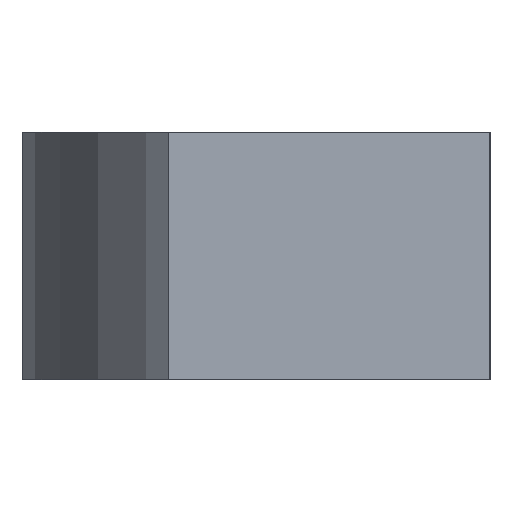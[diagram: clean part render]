
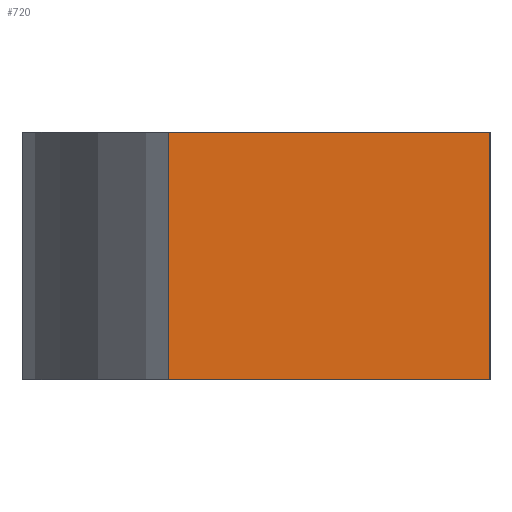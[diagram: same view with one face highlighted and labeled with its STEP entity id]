
A CAD part, left-side view. The second image highlights one B-rep face of the part: STEP entity #720.
In plain terms, the highlighted planar face has unit normal (-1, 0, 0).
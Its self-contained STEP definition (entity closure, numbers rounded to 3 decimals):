
#187 = VERTEX_POINT('',#188);
#188 = CARTESIAN_POINT('',(-77.25,0.,0.));
#194 = EDGE_CURVE('',#187,#195,#197,.T.);
#195 = VERTEX_POINT('',#196);
#196 = CARTESIAN_POINT('',(-77.25,13.,0.));
#197 = LINE('',#198,#199);
#198 = CARTESIAN_POINT('',(-77.25,0.,0.));
#199 = VECTOR('',#200,1.);
#200 = DIRECTION('',(0.,1.,0.));
#341 = VERTEX_POINT('',#342);
#342 = CARTESIAN_POINT('',(-77.25,0.,10.));
#348 = EDGE_CURVE('',#341,#349,#351,.T.);
#349 = VERTEX_POINT('',#350);
#350 = CARTESIAN_POINT('',(-77.25,13.,10.));
#351 = LINE('',#352,#353);
#352 = CARTESIAN_POINT('',(-77.25,0.,10.));
#353 = VECTOR('',#354,1.);
#354 = DIRECTION('',(0.,1.,0.));
#698 = EDGE_CURVE('',#187,#341,#699,.T.);
#699 = LINE('',#700,#701);
#700 = CARTESIAN_POINT('',(-77.25,0.,0.));
#701 = VECTOR('',#702,1.);
#702 = DIRECTION('',(0.,0.,1.));
#720 = ADVANCED_FACE('',(#721),#732,.T.);
#721 = FACE_BOUND('',#722,.T.);
#722 = EDGE_LOOP('',(#723,#724,#725,#731));
#723 = ORIENTED_EDGE('',*,*,#698,.T.);
#724 = ORIENTED_EDGE('',*,*,#348,.T.);
#725 = ORIENTED_EDGE('',*,*,#726,.F.);
#726 = EDGE_CURVE('',#195,#349,#727,.T.);
#727 = LINE('',#728,#729);
#728 = CARTESIAN_POINT('',(-77.25,13.,0.));
#729 = VECTOR('',#730,1.);
#730 = DIRECTION('',(0.,0.,1.));
#731 = ORIENTED_EDGE('',*,*,#194,.F.);
#732 = PLANE('',#733);
#733 = AXIS2_PLACEMENT_3D('',#734,#735,#736);
#734 = CARTESIAN_POINT('',(-77.25,0.,0.));
#735 = DIRECTION('',(-1.,0.,0.));
#736 = DIRECTION('',(0.,1.,0.));
